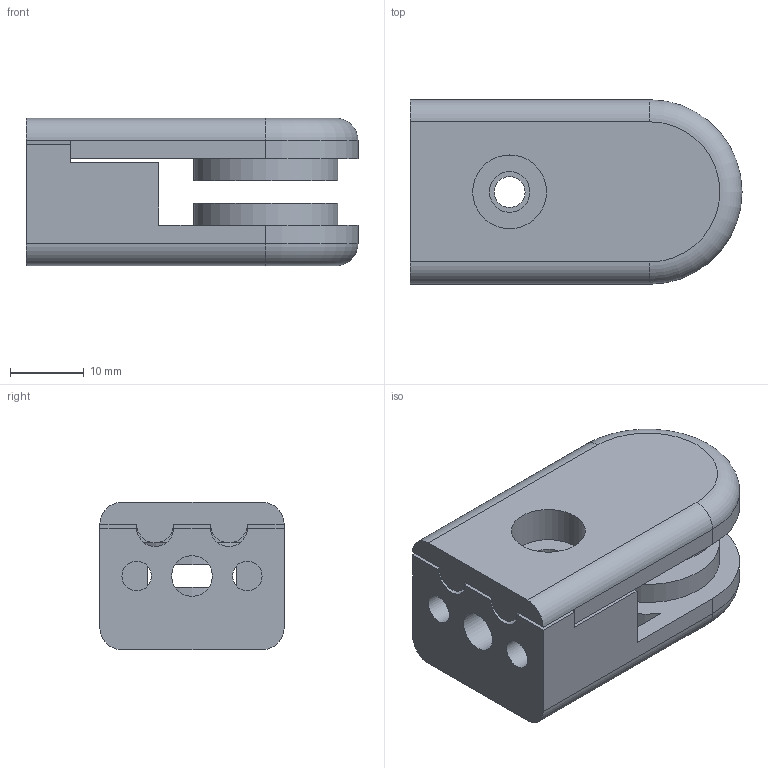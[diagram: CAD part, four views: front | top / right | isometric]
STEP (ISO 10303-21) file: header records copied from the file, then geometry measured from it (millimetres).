
FILE_DESCRIPTION(/* description */ ('STEP AP214'),/* implementation_level */ '2;1');
FILE_NAME(/* name */ 'MPV00.stp',/* time_stamp */ '2022-07-11T16:45:16+02:00',/* author */ (''),/* organization */ (''),/* preprocessor_version */ 'ST-DEVELOPER v18.1',/* originating_system */ 'Autodesk Inventor 2021',/* authorisation */ '');
FILE_SCHEMA (('AUTOMOTIVE_DESIGN { 1 0 10303 214 3 1 1 }'));
Length unit declared in the file: millimetre
Products named in the file (1): MPV00
Bounding box: 45 x 25 x 20 mm (x, y, z)
Volume: 12704.5 mm3; surface area: 8123.8 mm2
Topology: 2 solids, 2 shells, 71 faces, 175 edges, 114 vertices
Faces by surface type: plane 45, cylinder 24, torus 2
Full cylindrical faces by diameter (mm): 4 x2, 4.2 x1, 5.5 x2, 8 x1, 10 x1, 19.5 x2
Entity records: 2157 total; most frequent: DIRECTION 371, CARTESIAN_POINT 361, ORIENTED_EDGE 350, EDGE_CURVE 175, AXIS2_PLACEMENT_3D 124, LINE 123, VECTOR 123, VERTEX_POINT 114
